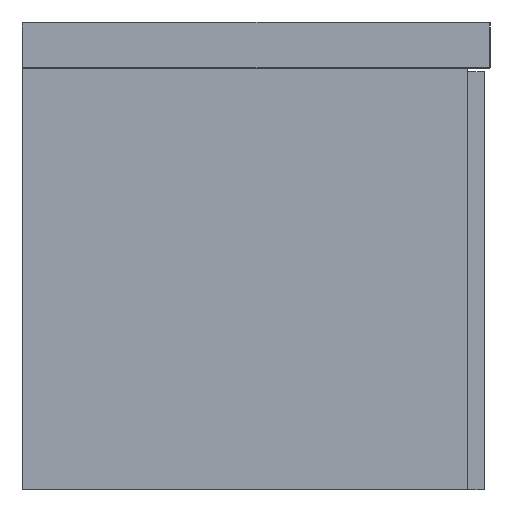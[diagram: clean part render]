
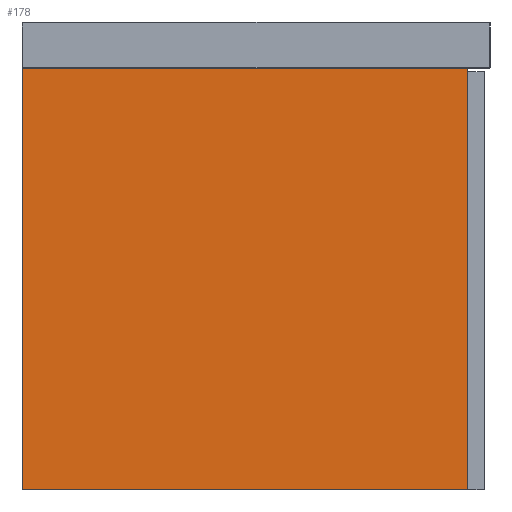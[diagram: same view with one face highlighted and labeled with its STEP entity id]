
A CAD part, left-side view. The second image highlights one B-rep face of the part: STEP entity #178.
In plain terms, the highlighted planar face has unit normal (-1, 0, 0).
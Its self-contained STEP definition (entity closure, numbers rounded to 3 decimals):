
#178=ADVANCED_FACE('',(#249),#1031,.T.);
#249=FACE_OUTER_BOUND('',#319,.T.);
#319=EDGE_LOOP('',(#531,#532,#533,#534));
#531=ORIENTED_EDGE('',*,*,#718,.F.);
#532=ORIENTED_EDGE('',*,*,#719,.F.);
#533=ORIENTED_EDGE('',*,*,#715,.F.);
#534=ORIENTED_EDGE('',*,*,#717,.F.);
#715=EDGE_CURVE('',#955,#956,#854,.T.);
#717=EDGE_CURVE('',#957,#955,#856,.T.);
#718=EDGE_CURVE('',#958,#957,#857,.T.);
#719=EDGE_CURVE('',#956,#958,#858,.T.);
#854=B_SPLINE_CURVE_WITH_KNOTS('',1,(#2023,#2024),.UNSPECIFIED.,.F.,.F.,
(2,2),(0.,476.),.UNSPECIFIED.);
#856=B_SPLINE_CURVE_WITH_KNOTS('',1,(#2027,#2028),.UNSPECIFIED.,.F.,.F.,
(2,2),(-450.,0.),.UNSPECIFIED.);
#857=B_SPLINE_CURVE_WITH_KNOTS('',1,(#2029,#2030),.UNSPECIFIED.,.F.,.F.,
(2,2),(-476.,0.),.UNSPECIFIED.);
#858=B_SPLINE_CURVE_WITH_KNOTS('',1,(#2031,#2032),.UNSPECIFIED.,.F.,.F.,
(2,2),(-450.,0.),.UNSPECIFIED.);
#955=VERTEX_POINT('',#2009);
#956=VERTEX_POINT('',#2010);
#957=VERTEX_POINT('',#2011);
#958=VERTEX_POINT('',#2012);
#1031=PLANE('',#1284);
#1284=AXIS2_PLACEMENT_3D('',#2001,#1378,$);
#1378=DIRECTION('',(-1.,0.,0.));
#2001=CARTESIAN_POINT('',(-592.75,-270.,-47.6));
#2009=CARTESIAN_POINT('',(-592.75,225.,0.));
#2010=CARTESIAN_POINT('',(-592.75,225.,476.));
#2011=CARTESIAN_POINT('',(-592.75,-225.,0.));
#2012=CARTESIAN_POINT('',(-592.75,-225.,476.));
#2023=CARTESIAN_POINT('',(-592.75,225.,0.));
#2024=CARTESIAN_POINT('',(-592.75,225.,476.));
#2027=CARTESIAN_POINT('',(-592.75,-225.,0.));
#2028=CARTESIAN_POINT('',(-592.75,225.,0.));
#2029=CARTESIAN_POINT('',(-592.75,-225.,476.));
#2030=CARTESIAN_POINT('',(-592.75,-225.,0.));
#2031=CARTESIAN_POINT('',(-592.75,225.,476.));
#2032=CARTESIAN_POINT('',(-592.75,-225.,476.));
